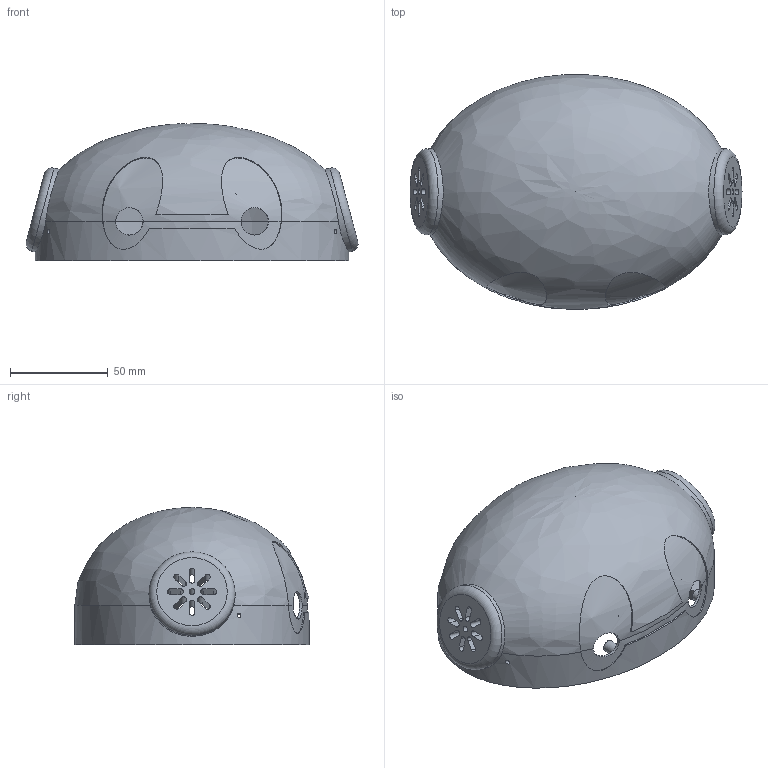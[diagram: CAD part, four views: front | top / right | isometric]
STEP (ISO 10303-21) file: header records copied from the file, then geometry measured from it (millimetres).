
FILE_DESCRIPTION(('FreeCAD Model'),'2;1');
FILE_NAME('Jymmy Head Top v3.1.stp','2015-11-10T12:02:06',('FreeCAD') ,('FreeCAD'),'Open CASCADE STEP processor 6.8','FreeCAD','Unknown');
FILE_SCHEMA(('AUTOMOTIVE_DESIGN_CC2 { 1 2 10303 214 -1 1 5 4 }'));
Length unit declared in the file: millimetre
Products named in the file (1): Open CASCADE STEP translator 6.8 2
Bounding box: 169.56 x 119.97 x 70 mm (x, y, z)
Volume: 104274.1 mm3; surface area: 82299.6 mm2
Topology: 1 solids, 1 shells, 209 faces, 543 edges, 361 vertices
Faces by surface type: cylinder 100, plane 95, bspline 9, extrusion 3, torus 2
Full cylindrical faces by diameter (mm): 2 x2, 3 x2, 3.2 x14, 4.4 x8, 6 x10, 8 x4, 14 x2, 40.6 x2, 44 x4
Entity records: 48799 total; most frequent: CARTESIAN_POINT 38542, DIRECTION 1700, ORIENTED_EDGE 1082, PCURVE 1082, DEFINITIONAL_REPRESENTATION 1082, VECTOR 666, LINE 663, EDGE_CURVE 541
